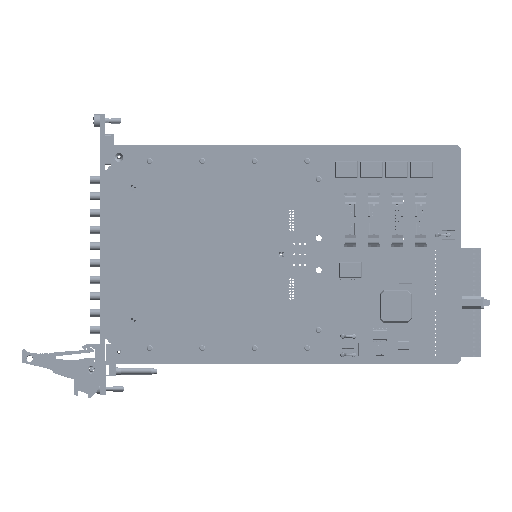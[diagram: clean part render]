
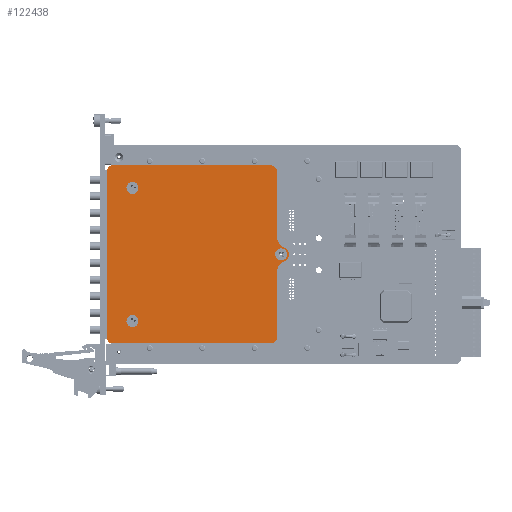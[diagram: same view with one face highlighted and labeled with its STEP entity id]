
A CAD part, top view. The second image highlights one B-rep face of the part: STEP entity #122438.
In plain terms, the highlighted planar face has unit normal (0, 0, 1).
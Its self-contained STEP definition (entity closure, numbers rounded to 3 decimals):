
#28208 = VERTEX_POINT ( 'NONE', #213390 ) ;
#28211 = VERTEX_POINT ( 'NONE', #213392 ) ;
#28214 = VERTEX_POINT ( 'NONE', #213394 ) ;
#72625 = EDGE_LOOP ( 'NONE', ( #227379 ) ) ;
#73555 = EDGE_LOOP ( 'NONE', ( #227376 ) ) ;
#85042 = DIRECTION ( 'NONE',  ( 0., -1., 0. ) ) ;
#85100 = CARTESIAN_POINT ( 'NONE',  ( -62.166, 64.08, -19.612 ) ) ;
#85154 = CARTESIAN_POINT ( 'NONE',  ( 15.485, 17.49, -19.612 ) ) ;
#85156 = CARTESIAN_POINT ( 'NONE',  ( 12.485, 63.08, -19.612 ) ) ;
#85159 = DIRECTION ( 'NONE',  ( 0., 0., 1. ) ) ;
#85162 = DIRECTION ( 'NONE',  ( -1., 0., 0. ) ) ;
#85168 = DIRECTION ( 'NONE',  ( 0., -1., 0. ) ) ;
#85200 = CARTESIAN_POINT ( 'NONE',  ( 17.324, 25.381, -19.612 ) ) ;
#85203 = DIRECTION ( 'NONE',  ( 0., 0., 1. ) ) ;
#85205 = DIRECTION ( 'NONE',  ( 1., 0., 0. ) ) ;
#85225 = CARTESIAN_POINT ( 'NONE',  ( -50.671, 55.818, -19.612 ) ) ;
#85229 = DIRECTION ( 'NONE',  ( 0., 0., 1. ) ) ;
#85234 = DIRECTION ( 'NONE',  ( 1., 0., 0. ) ) ;
#85245 = DIRECTION ( 'NONE',  ( 1., 0., 0. ) ) ;
#85248 = CARTESIAN_POINT ( 'NONE',  ( -50.671, -5.102, -19.612 ) ) ;
#85250 = DIRECTION ( 'NONE',  ( 0., 0., 1. ) ) ;
#85254 = DIRECTION ( 'NONE',  ( 1., 0., 0. ) ) ;
#85265 = CARTESIAN_POINT ( 'NONE',  ( -60.166, -15.32, -19.612 ) ) ;
#85369 = CARTESIAN_POINT ( 'NONE',  ( 12.485, -12.32, -19.612 ) ) ;
#85372 = DIRECTION ( 'NONE',  ( 0., 0., 1. ) ) ;
#85376 = DIRECTION ( 'NONE',  ( -1., 0., 0. ) ) ;
#85453 = CARTESIAN_POINT ( 'NONE',  ( -60.166, -13.32, -19.612 ) ) ;
#85457 = DIRECTION ( 'NONE',  ( 0., 0., 1. ) ) ;
#85462 = DIRECTION ( 'NONE',  ( 1., 0., 0. ) ) ;
#85583 = CARTESIAN_POINT ( 'NONE',  ( 20.485, 17.49, -19.612 ) ) ;
#85586 = DIRECTION ( 'NONE',  ( 0., 0., 1. ) ) ;
#85591 = DIRECTION ( 'NONE',  ( 1., 0., 0. ) ) ;
#85671 = CARTESIAN_POINT ( 'NONE',  ( 17.324, 25.381, -19.612 ) ) ;
#85674 = DIRECTION ( 'NONE',  ( 0., 0., -1. ) ) ;
#85679 = DIRECTION ( 'NONE',  ( 1., 0., 0. ) ) ;
#85686 = DIRECTION ( 'NONE',  ( 0., -1., 0. ) ) ;
#85754 = CARTESIAN_POINT ( 'NONE',  ( 20.485, 33.271, -19.612 ) ) ;
#85758 = DIRECTION ( 'NONE',  ( 0., 0., 1. ) ) ;
#85764 = DIRECTION ( 'NONE',  ( -1., 0., 0. ) ) ;
#85797 = CARTESIAN_POINT ( 'NONE',  ( 15.485, 66.08, -19.612 ) ) ;
#85874 = CARTESIAN_POINT ( 'NONE',  ( 30.534, 66.08, -19.612 ) ) ;
#85938 = DIRECTION ( 'NONE',  ( -1., 0., 0. ) ) ;
#86000 = CARTESIAN_POINT ( 'NONE',  ( -60.166, 64.08, -19.612 ) ) ;
#86004 = DIRECTION ( 'NONE',  ( 0., 0., 1. ) ) ;
#86009 = DIRECTION ( 'NONE',  ( -1., 0., 0. ) ) ;
#112463 = EDGE_CURVE ( 'NONE', #238248, #238290, #203703, .T. ) ;
#112467 = EDGE_CURVE ( 'NONE', #238269, #238252, #203706, .T. ) ;
#112471 = EDGE_CURVE ( 'NONE', #238261, #238292, #203704, .T. ) ;
#112476 = EDGE_CURVE ( 'NONE', #28208, #28208, #203722, .T. ) ;
#112481 = EDGE_CURVE ( 'NONE', #28211, #28211, #203724, .T. ) ;
#112485 = EDGE_CURVE ( 'NONE', #28214, #28214, #203716, .T. ) ;
#112494 = EDGE_CURVE ( 'NONE', #238288, #238299, #203740, .T. ) ;
#112508 = EDGE_CURVE ( 'NONE', #238299, #238292, #203759, .T. ) ;
#112525 = EDGE_CURVE ( 'NONE', #238290, #238288, #203797, .T. ) ;
#112547 = EDGE_CURVE ( 'NONE', #238266, #238261, #203837, .T. ) ;
#112561 = EDGE_CURVE ( 'NONE', #238257, #238266, #203848, .T. ) ;
#112575 = EDGE_CURVE ( 'NONE', #238271, #238257, #203864, .T. ) ;
#112583 = EDGE_CURVE ( 'NONE', #238269, #238271, #203865, .T. ) ;
#112605 = EDGE_CURVE ( 'NONE', #238252, #238254, #203890, .T. ) ;
#112615 = EDGE_CURVE ( 'NONE', #238254, #238248, #203912, .T. ) ;
#122438 = ADVANCED_FACE ( 'NONE', ( #200245, #200261, #200249, #200241 ), #198609, .F. ) ;
#129025 = AXIS2_PLACEMENT_3D ( 'NONE', #198651, #198654, #198657 ) ;
#158731 = AXIS2_PLACEMENT_3D ( 'NONE', #85156, #85159, #85162 ) ;
#158739 = AXIS2_PLACEMENT_3D ( 'NONE', #85200, #85203, #85205 ) ;
#158743 = AXIS2_PLACEMENT_3D ( 'NONE', #85225, #85229, #85234 ) ;
#158747 = AXIS2_PLACEMENT_3D ( 'NONE', #85248, #85250, #85254 ) ;
#158765 = AXIS2_PLACEMENT_3D ( 'NONE', #85369, #85372, #85376 ) ;
#158771 = AXIS2_PLACEMENT_3D ( 'NONE', #85453, #85457, #85462 ) ;
#158788 = AXIS2_PLACEMENT_3D ( 'NONE', #85583, #85586, #85591 ) ;
#158800 = AXIS2_PLACEMENT_3D ( 'NONE', #85671, #85674, #85679 ) ;
#158812 = AXIS2_PLACEMENT_3D ( 'NONE', #85754, #85758, #85764 ) ;
#158833 = AXIS2_PLACEMENT_3D ( 'NONE', #86000, #86004, #86009 ) ;
#178084 = CARTESIAN_POINT ( 'NONE',  ( -62.166, 64.08, -19.612 ) ) ;
#178089 = CARTESIAN_POINT ( 'NONE',  ( 12.485, 66.08, -19.612 ) ) ;
#178091 = CARTESIAN_POINT ( 'NONE',  ( -60.166, 66.08, -19.612 ) ) ;
#178093 = CARTESIAN_POINT ( 'NONE',  ( 18.626, 28.63, -19.612 ) ) ;
#178097 = CARTESIAN_POINT ( 'NONE',  ( 15.485, 17.49, -19.612 ) ) ;
#178102 = CARTESIAN_POINT ( 'NONE',  ( 18.626, 22.132, -19.612 ) ) ;
#178104 = CARTESIAN_POINT ( 'NONE',  ( 15.485, 63.08, -19.612 ) ) ;
#178106 = CARTESIAN_POINT ( 'NONE',  ( 15.485, 33.271, -19.612 ) ) ;
#178119 = CARTESIAN_POINT ( 'NONE',  ( -60.166, -15.32, -19.612 ) ) ;
#178121 = CARTESIAN_POINT ( 'NONE',  ( -62.166, -13.32, -19.612 ) ) ;
#178123 = CARTESIAN_POINT ( 'NONE',  ( 15.485, -12.32, -19.612 ) ) ;
#178128 = CARTESIAN_POINT ( 'NONE',  ( 12.485, -15.32, -19.612 ) ) ;
#198609 = PLANE ( 'NONE',  #129025 ) ;
#198651 = CARTESIAN_POINT ( 'NONE',  ( -60.166, 64.08, -19.612 ) ) ;
#198654 = DIRECTION ( 'NONE',  ( 0., 0., -1. ) ) ;
#198657 = DIRECTION ( 'NONE',  ( -1., 0., 0. ) ) ;
#200241 = FACE_OUTER_BOUND ( 'NONE', #215509, .T. ) ;
#200245 = FACE_BOUND ( 'NONE', #215584, .T. ) ;
#200249 = FACE_BOUND ( 'NONE', #72625, .T. ) ;
#200261 = FACE_BOUND ( 'NONE', #73555, .T. ) ;
#203703 = LINE ( 'NONE', #85100, #203705 ) ;
#203704 = LINE ( 'NONE', #85154, #203719 ) ;
#203705 = VECTOR ( 'NONE', #85042, 1000. ) ;
#203706 = CIRCLE ( 'NONE', #158731, 3. ) ;
#203716 = CIRCLE ( 'NONE', #158747, 2.75 ) ;
#203719 = VECTOR ( 'NONE', #85168, 1000. ) ;
#203722 = CIRCLE ( 'NONE', #158739, 2.75 ) ;
#203724 = CIRCLE ( 'NONE', #158743, 2.75 ) ;
#203740 = LINE ( 'NONE', #85265, #203750 ) ;
#203750 = VECTOR ( 'NONE', #85245, 1000. ) ;
#203759 = CIRCLE ( 'NONE', #158765, 3. ) ;
#203797 = CIRCLE ( 'NONE', #158771, 2. ) ;
#203837 = CIRCLE ( 'NONE', #158788, 5. ) ;
#203848 = CIRCLE ( 'NONE', #158800, 3.5 ) ;
#203864 = CIRCLE ( 'NONE', #158812, 5. ) ;
#203865 = LINE ( 'NONE', #85797, #203878 ) ;
#203878 = VECTOR ( 'NONE', #85686, 1000. ) ;
#203890 = LINE ( 'NONE', #85874, #203908 ) ;
#203908 = VECTOR ( 'NONE', #85938, 1000. ) ;
#203912 = CIRCLE ( 'NONE', #158833, 2. ) ;
#213390 = CARTESIAN_POINT ( 'NONE',  ( 20.074, 25.381, -19.612 ) ) ;
#213392 = CARTESIAN_POINT ( 'NONE',  ( -47.921, 55.818, -19.612 ) ) ;
#213394 = CARTESIAN_POINT ( 'NONE',  ( -47.921, -5.102, -19.612 ) ) ;
#215509 = EDGE_LOOP ( 'NONE', ( #227383, #227387, #227391, #227393, #227398, #227401, #227406, #227408, #227412, #227416, #227420, #227424 ) ) ;
#215584 = EDGE_LOOP ( 'NONE', ( #227372 ) ) ;
#227372 = ORIENTED_EDGE ( 'NONE', *, *, #112485, .F. ) ;
#227376 = ORIENTED_EDGE ( 'NONE', *, *, #112481, .F. ) ;
#227379 = ORIENTED_EDGE ( 'NONE', *, *, #112476, .F. ) ;
#227383 = ORIENTED_EDGE ( 'NONE', *, *, #112494, .T. ) ;
#227387 = ORIENTED_EDGE ( 'NONE', *, *, #112508, .T. ) ;
#227391 = ORIENTED_EDGE ( 'NONE', *, *, #112471, .F. ) ;
#227393 = ORIENTED_EDGE ( 'NONE', *, *, #112547, .F. ) ;
#227398 = ORIENTED_EDGE ( 'NONE', *, *, #112561, .F. ) ;
#227401 = ORIENTED_EDGE ( 'NONE', *, *, #112575, .F. ) ;
#227406 = ORIENTED_EDGE ( 'NONE', *, *, #112583, .F. ) ;
#227408 = ORIENTED_EDGE ( 'NONE', *, *, #112467, .T. ) ;
#227412 = ORIENTED_EDGE ( 'NONE', *, *, #112605, .T. ) ;
#227416 = ORIENTED_EDGE ( 'NONE', *, *, #112615, .T. ) ;
#227420 = ORIENTED_EDGE ( 'NONE', *, *, #112463, .T. ) ;
#227424 = ORIENTED_EDGE ( 'NONE', *, *, #112525, .T. ) ;
#238248 = VERTEX_POINT ( 'NONE', #178084 ) ;
#238252 = VERTEX_POINT ( 'NONE', #178089 ) ;
#238254 = VERTEX_POINT ( 'NONE', #178091 ) ;
#238257 = VERTEX_POINT ( 'NONE', #178093 ) ;
#238261 = VERTEX_POINT ( 'NONE', #178097 ) ;
#238266 = VERTEX_POINT ( 'NONE', #178102 ) ;
#238269 = VERTEX_POINT ( 'NONE', #178104 ) ;
#238271 = VERTEX_POINT ( 'NONE', #178106 ) ;
#238288 = VERTEX_POINT ( 'NONE', #178119 ) ;
#238290 = VERTEX_POINT ( 'NONE', #178121 ) ;
#238292 = VERTEX_POINT ( 'NONE', #178123 ) ;
#238299 = VERTEX_POINT ( 'NONE', #178128 ) ;
